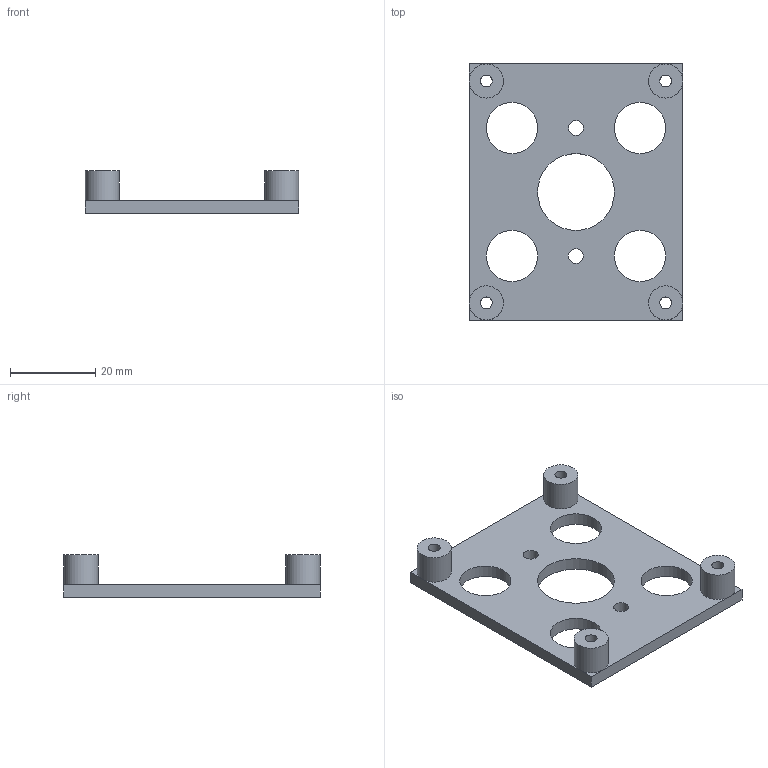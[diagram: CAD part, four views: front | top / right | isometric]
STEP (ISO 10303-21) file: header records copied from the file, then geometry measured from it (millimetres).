
FILE_DESCRIPTION(/* description */ (''),/* implementation_level */ '2;1');
FILE_NAME(/* name */ 'Mosfet Mount.step',/* time_stamp */ '2020-10-14T18:59:51-05:00',/* author */ (''),/* organization */ (''),/* preprocessor_version */ 'ST-DEVELOPER v18.1',/* originating_system */ 'Autodesk Translation Framework v9.3.0.1241',/* authorisation */ '');
FILE_SCHEMA (('AUTOMOTIVE_DESIGN { 1 0 10303 214 3 1 1 }'));
Length unit declared in the file: millimetre
Products named in the file (1): Mosfet Mount
Bounding box: 50 x 60 x 10 mm (x, y, z)
Volume: 7982.8 mm3; surface area: 6902.1 mm2
Topology: 1 solids, 1 shells, 29 faces, 71 edges, 44 vertices
Faces by surface type: cylinder 15, plane 14
Full cylindrical faces by diameter (mm): 2.8 x4, 3.5 x2, 8 x4, 12 x4, 18 x1
Entity records: 938 total; most frequent: DIRECTION 167, CARTESIAN_POINT 145, ORIENTED_EDGE 142, EDGE_CURVE 71, AXIS2_PLACEMENT_3D 66, EDGE_LOOP 51, VERTEX_POINT 44, CIRCLE 36
